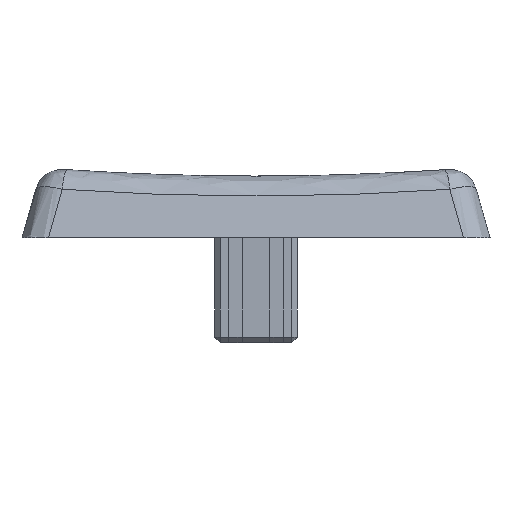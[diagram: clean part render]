
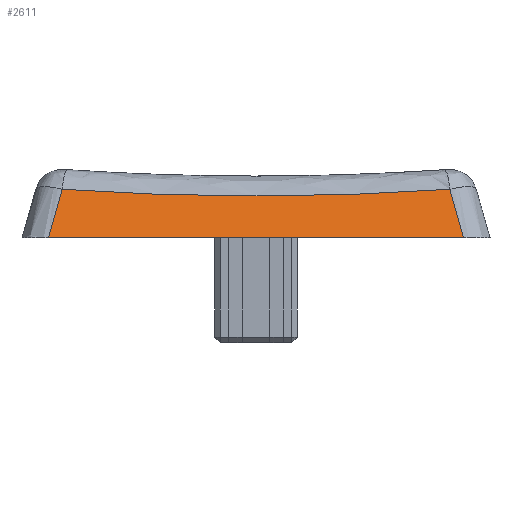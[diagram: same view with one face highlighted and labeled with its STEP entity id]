
A CAD part, front view. The second image highlights one B-rep face of the part: STEP entity #2611.
In plain terms, the highlighted free-form (B-spline) face has degree [1, 1] with [2, 2] control points.
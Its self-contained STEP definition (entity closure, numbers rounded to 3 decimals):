
#2611 = ADVANCED_FACE('',(#2612),#2704,.T.);
#2612 = FACE_BOUND('',#2613,.T.);
#2613 = EDGE_LOOP('',(#2614,#2629,#2637,#2650));
#2614 = ORIENTED_EDGE('',*,*,#2615,.F.);
#2615 = EDGE_CURVE('',#2616,#2618,#2620,.T.);
#2616 = VERTEX_POINT('',#2617);
#2617 = CARTESIAN_POINT('',(-7.538,-8.5,0.));
#2618 = VERTEX_POINT('',#2619);
#2619 = CARTESIAN_POINT('',(-7.038,-8.,
    1.766));
#2620 = B_SPLINE_CURVE_WITH_KNOTS('',3,(#2621,#2622,#2623,#2624,#2625,
    #2626,#2627,#2628),.UNSPECIFIED.,.F.,.F.,(4,2,2,4),(
    0.055,0.253,3.485,3.683),
  .UNSPECIFIED.);
#2621 = CARTESIAN_POINT('',(-7.59,-8.552,-0.184));
#2622 = CARTESIAN_POINT('',(-7.573,-8.535,-0.122));
#2623 = CARTESIAN_POINT('',(-7.555,-8.517,-0.061));
#2624 = CARTESIAN_POINT('',(-7.255,-8.217,1.));
#2625 = CARTESIAN_POINT('',(-6.971,-7.933,2.));
#2626 = CARTESIAN_POINT('',(-6.671,-7.633,3.061));
#2627 = CARTESIAN_POINT('',(-6.653,-7.615,3.122));
#2628 = CARTESIAN_POINT('',(-6.636,-7.598,3.184));
#2629 = ORIENTED_EDGE('',*,*,#2630,.T.);
#2630 = EDGE_CURVE('',#2616,#2631,#2633,.T.);
#2631 = VERTEX_POINT('',#2632);
#2632 = CARTESIAN_POINT('',(7.538,-8.5,0.));
#2633 = LINE('',#2634,#2635);
#2634 = CARTESIAN_POINT('',(-8.5,-8.5,0.));
#2635 = VECTOR('',#2636,1.);
#2636 = DIRECTION('',(1.,0.,0.));
#2637 = ORIENTED_EDGE('',*,*,#2638,.T.);
#2638 = EDGE_CURVE('',#2631,#2639,#2641,.T.);
#2639 = VERTEX_POINT('',#2640);
#2640 = CARTESIAN_POINT('',(7.038,-8.,
    1.766));
#2641 = B_SPLINE_CURVE_WITH_KNOTS('',3,(#2642,#2643,#2644,#2645,#2646,
    #2647,#2648,#2649),.UNSPECIFIED.,.F.,.F.,(4,2,2,4),(
    0.055,0.253,3.485,3.683),
  .UNSPECIFIED.);
#2642 = CARTESIAN_POINT('',(7.59,-8.552,-0.184));
#2643 = CARTESIAN_POINT('',(7.573,-8.535,-0.122));
#2644 = CARTESIAN_POINT('',(7.555,-8.517,-0.061));
#2645 = CARTESIAN_POINT('',(7.255,-8.217,1.));
#2646 = CARTESIAN_POINT('',(6.971,-7.933,2.));
#2647 = CARTESIAN_POINT('',(6.671,-7.633,3.061));
#2648 = CARTESIAN_POINT('',(6.653,-7.615,3.122));
#2649 = CARTESIAN_POINT('',(6.636,-7.598,3.184));
#2650 = ORIENTED_EDGE('',*,*,#2651,.T.);
#2651 = EDGE_CURVE('',#2639,#2618,#2652,.T.);
#2652 = ( BOUNDED_CURVE() B_SPLINE_CURVE(13,(#2653,#2654,#2655,#2656,
    #2657,#2658,#2659,#2660,#2661,#2662,#2663,#2664,#2665,#2666,#2667,
    #2668,#2669,#2670,#2671,#2672,#2673,#2674,#2675,#2676,#2677,#2678,
    #2679,#2680,#2681,#2682,#2683,#2684,#2685,#2686,#2687,#2688,#2689,
    #2690,#2691,#2692,#2693,#2694,#2695,#2696,#2697,#2698,#2699,#2700,
#2701,#2702,#2703),.UNSPECIFIED.,.F.,.F.) B_SPLINE_CURVE_WITH_KNOTS((14,
    13,12,12,14),(-0.137,0.,6.867,13.733,
13.871),.UNSPECIFIED.) CURVE() GEOMETRIC_REPRESENTATION_ITEM() 
RATIONAL_B_SPLINE_CURVE((1.,1.,1.,1.,
    1.,1.,1.,1.,
    1.,1.,1.,1.,1.,1.,1.
    ,1.,1.,1.,1.,
    1.,1.,1.,1.,
    1.,1.,1.,1.,1.,1.,1.
    ,1.,1.,1.,1.,
    1.,1.,1.,1.,1.,1.,1.,1.,1.,1.,1.
,1.,1.,1.,1.,1.,1.)) REPRESENTATION_ITEM('') );
#2653 = CARTESIAN_POINT('',(7.038,-8.,
    1.766));
#2654 = CARTESIAN_POINT('',(7.025,-8.,1.765
    ));
#2655 = CARTESIAN_POINT('',(7.012,-8.,
    1.764));
#2656 = CARTESIAN_POINT('',(6.999,-8.001,
    1.763));
#2657 = CARTESIAN_POINT('',(6.987,-8.001,1.762
    ));
#2658 = CARTESIAN_POINT('',(6.974,-8.001,
    1.76));
#2659 = CARTESIAN_POINT('',(6.962,-8.001,
    1.759));
#2660 = CARTESIAN_POINT('',(6.949,-8.002,
    1.758));
#2661 = CARTESIAN_POINT('',(6.937,-8.002,1.758
    ));
#2662 = CARTESIAN_POINT('',(6.925,-8.002,
    1.757));
#2663 = CARTESIAN_POINT('',(6.912,-8.003,1.756
    ));
#2664 = CARTESIAN_POINT('',(6.9,-8.003,
    1.755));
#2665 = CARTESIAN_POINT('',(6.888,-8.003,1.754
    ));
#2666 = CARTESIAN_POINT('',(6.876,-8.003,
    1.753));
#2667 = CARTESIAN_POINT('',(6.351,-8.013,
    1.718));
#2668 = CARTESIAN_POINT('',(5.826,-8.022,
    1.686));
#2669 = CARTESIAN_POINT('',(5.299,-8.031,
    1.656));
#2670 = CARTESIAN_POINT('',(4.771,-8.038,1.63
    ));
#2671 = CARTESIAN_POINT('',(4.243,-8.045,
    1.606));
#2672 = CARTESIAN_POINT('',(3.714,-8.051,
    1.585));
#2673 = CARTESIAN_POINT('',(3.184,-8.056,
    1.567));
#2674 = CARTESIAN_POINT('',(2.654,-8.06,
    1.553));
#2675 = CARTESIAN_POINT('',(2.123,-8.063,
    1.541));
#2676 = CARTESIAN_POINT('',(1.593,-8.066,
    1.532));
#2677 = CARTESIAN_POINT('',(1.062,-8.068,1.526)
  );
#2678 = CARTESIAN_POINT('',(0.531,-8.069,
    1.523));
#2679 = CARTESIAN_POINT('',(-0.531,-8.069,
    1.523));
#2680 = CARTESIAN_POINT('',(-1.062,-8.068,
    1.526));
#2681 = CARTESIAN_POINT('',(-1.593,-8.066,
    1.532));
#2682 = CARTESIAN_POINT('',(-2.123,-8.064,
    1.54));
#2683 = CARTESIAN_POINT('',(-2.655,-8.06,
    1.554));
#2684 = CARTESIAN_POINT('',(-3.183,-8.056,
    1.565));
#2685 = CARTESIAN_POINT('',(-3.715,-8.05,
    1.588));
#2686 = CARTESIAN_POINT('',(-4.242,-8.046,
    1.603));
#2687 = CARTESIAN_POINT('',(-4.773,-8.038,
    1.632));
#2688 = CARTESIAN_POINT('',(-5.296,-8.031,
    1.655));
#2689 = CARTESIAN_POINT('',(-5.83,-8.022,
    1.687));
#2690 = CARTESIAN_POINT('',(-6.343,-8.013,
    1.717));
#2691 = CARTESIAN_POINT('',(-6.89,-8.003,
    1.754));
#2692 = CARTESIAN_POINT('',(-6.901,-8.003,
    1.755));
#2693 = CARTESIAN_POINT('',(-6.913,-8.003,
    1.756));
#2694 = CARTESIAN_POINT('',(-6.925,-8.002,
    1.757));
#2695 = CARTESIAN_POINT('',(-6.937,-8.002,
    1.758));
#2696 = CARTESIAN_POINT('',(-6.949,-8.002,
    1.758));
#2697 = CARTESIAN_POINT('',(-6.961,-8.002,
    1.759));
#2698 = CARTESIAN_POINT('',(-6.974,-8.001,
    1.76));
#2699 = CARTESIAN_POINT('',(-6.986,-8.001,
    1.761));
#2700 = CARTESIAN_POINT('',(-6.999,-8.001,
    1.762));
#2701 = CARTESIAN_POINT('',(-7.012,-8.,
    1.764));
#2702 = CARTESIAN_POINT('',(-7.025,-8.,
    1.765));
#2703 = CARTESIAN_POINT('',(-7.038,-8.,
    1.766));
#2704 = B_SPLINE_SURFACE_WITH_KNOTS('',1,1,(
    (#2705,#2706)
    ,(#2707,#2708
    )),.UNSPECIFIED.,.F.,.F.,.F.,(2,2),(2,2),(0.,17.),(0.,1.),
  .PIECEWISE_BEZIER_KNOTS.);
#2705 = CARTESIAN_POINT('',(-8.5,-8.5,0.));
#2706 = CARTESIAN_POINT('',(-7.65,-7.65,3.));
#2707 = CARTESIAN_POINT('',(8.5,-8.5,0.));
#2708 = CARTESIAN_POINT('',(7.65,-7.65,3.));
